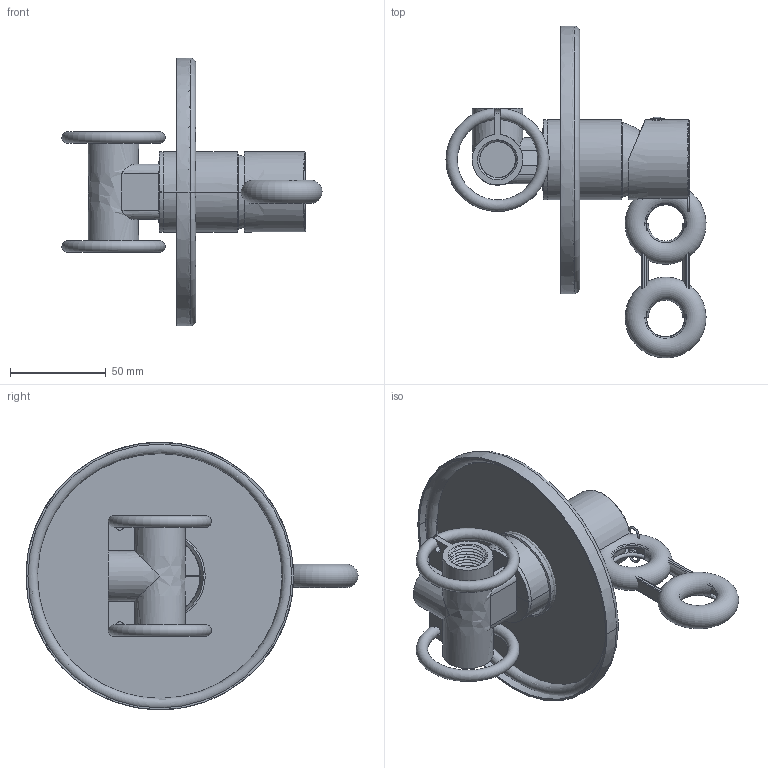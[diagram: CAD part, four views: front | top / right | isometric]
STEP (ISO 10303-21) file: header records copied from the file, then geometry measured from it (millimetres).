
FILE_DESCRIPTION((''),'2;1');
FILE_NAME('VBQ34227_ASM','2020-07-02T',('fth20'),(''),'CREO PARAMETRIC BY PTC INC, 2015480','CREO PARAMETRIC BY PTC INC, 2015480','');
FILE_SCHEMA(('CONFIG_CONTROL_DESIGN'));
Products named in the file (9): 80T34029A; 81T15030G; J10350; 8YG16045; 8ZG16363; 8MB34227; 80P35VBQ2; 80N81050; VBQ34227_ASM
Assembly tree (8 placements, depth 2):
  VBQ34227_ASM
    80T34029A
    81T15030G
    J10350
    8YG16045
    8ZG16363
    8MB34227
    80P35VBQ2
    80N81050
Bounding box: 136.06 x 173.66 x 140 mm (x, y, z)
Surface area: 126486.1 mm2 (no closed solid volume)
Topology: 0 solids, 0 shells, 411 faces, 2096 edges, 2065 vertices
Faces by surface type: bspline 375, torus 34, sphere 2
Entity records: 57298 total; most frequent: CARTESIAN_POINT 39442, DIRECTION 2694, TRIMMED_CURVE 2250, DEFINITIONAL_REPRESENTATION 2036, PCURVE 2036, COMPOSITE_CURVE_SEGMENT 2036, VECTOR 1912, LINE 1912
